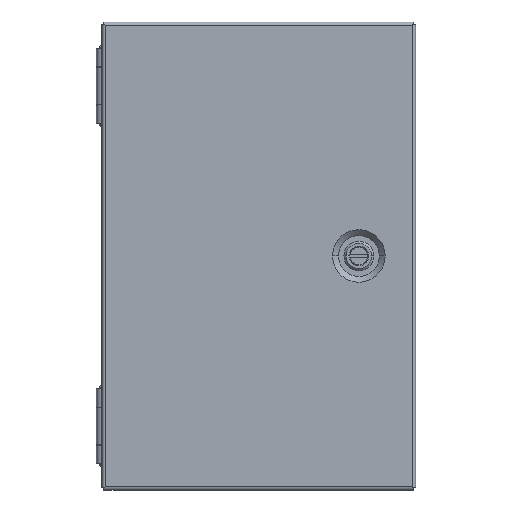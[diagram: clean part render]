
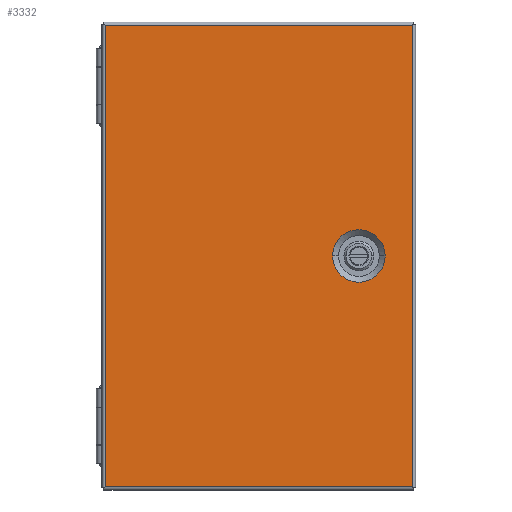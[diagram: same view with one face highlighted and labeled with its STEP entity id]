
A CAD part, top view. The second image highlights one B-rep face of the part: STEP entity #3332.
In plain terms, the highlighted planar face has unit normal (0, 0, 1).
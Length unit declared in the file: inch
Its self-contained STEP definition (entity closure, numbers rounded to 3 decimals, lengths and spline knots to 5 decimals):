
#279 = VERTEX_POINT ( 'NONE', #17694 ) ;
#645 = DIRECTION ( 'NONE',  ( 0., 0., 1. ) ) ;
#727 = LINE ( 'NONE', #19403, #15989 ) ;
#2063 = DIRECTION ( 'NONE',  ( 0., 0., -1. ) ) ;
#2349 = EDGE_LOOP ( 'NONE', ( #17501, #14042 ) ) ;
#2625 = EDGE_CURVE ( 'NONE', #279, #18561, #727, .T. ) ;
#2647 = VERTEX_POINT ( 'NONE', #17644 ) ;
#2709 = CARTESIAN_POINT ( 'NONE',  ( 4.0425, 6.1045, 4.118 ) ) ;
#2710 = CARTESIAN_POINT ( 'NONE',  ( -4.0855, 6.1045, 4.118 ) ) ;
#2735 = CARTESIAN_POINT ( 'NONE',  ( -4.0855, -6.1035, 4.118 ) ) ;
#2999 = EDGE_CURVE ( 'NONE', #18561, #14074, #9000, .T. ) ;
#3332 = ADVANCED_FACE ( 'NONE', ( #5426, #12477 ), #15586, .T. ) ;
#3336 = CARTESIAN_POINT ( 'NONE',  ( 4.0425, -6.1035, 4.118 ) ) ;
#3702 = ORIENTED_EDGE ( 'NONE', *, *, #5372, .T. ) ;
#3809 = ORIENTED_EDGE ( 'NONE', *, *, #2625, .T. ) ;
#4237 = DIRECTION ( 'NONE',  ( -1., 0., 0. ) ) ;
#4318 = VECTOR ( 'NONE', #12347, 39.37008 ) ;
#4445 = CARTESIAN_POINT ( 'NONE',  ( 4.0425, 6.1045, 4.118 ) ) ;
#5372 = EDGE_CURVE ( 'NONE', #14074, #16936, #21208, .T. ) ;
#5426 = FACE_BOUND ( 'NONE', #2349, .T. ) ;
#6267 = AXIS2_PLACEMENT_3D ( 'NONE', #3336, #645, #12149 ) ;
#6392 = CARTESIAN_POINT ( 'NONE',  ( 1.93361, 0.0005, 4.118 ) ) ;
#6547 = EDGE_CURVE ( 'NONE', #16936, #279, #13109, .T. ) ;
#9000 = LINE ( 'NONE', #4445, #18782 ) ;
#10212 = CIRCLE ( 'NONE', #20469, 0.69489 ) ;
#10456 = CARTESIAN_POINT ( 'NONE',  ( 2.6285, 0.0005, 4.118 ) ) ;
#10468 = CARTESIAN_POINT ( 'NONE',  ( 2.6285, 0.0005, 4.118 ) ) ;
#10625 = ORIENTED_EDGE ( 'NONE', *, *, #6547, .T. ) ;
#10634 = EDGE_CURVE ( 'NONE', #20838, #2647, #10212, .T. ) ;
#11064 = EDGE_LOOP ( 'NONE', ( #12627, #3702, #10625, #3809 ) ) ;
#12149 = DIRECTION ( 'NONE',  ( 1., 0., 0. ) ) ;
#12347 = DIRECTION ( 'NONE',  ( 0., -1., 0. ) ) ;
#12477 = FACE_OUTER_BOUND ( 'NONE', #11064, .T. ) ;
#12627 = ORIENTED_EDGE ( 'NONE', *, *, #2999, .T. ) ;
#13109 = LINE ( 'NONE', #15102, #20302 ) ;
#14042 = ORIENTED_EDGE ( 'NONE', *, *, #10634, .T. ) ;
#14074 = VERTEX_POINT ( 'NONE', #2710 ) ;
#14227 = CARTESIAN_POINT ( 'NONE',  ( -4.0855, -6.1035, 4.118 ) ) ;
#14642 = DIRECTION ( 'NONE',  ( 0., 1., 0. ) ) ;
#14995 = DIRECTION ( 'NONE',  ( 1., 0., 0. ) ) ;
#15102 = CARTESIAN_POINT ( 'NONE',  ( 4.0425, -6.1035, 4.118 ) ) ;
#15586 = PLANE ( 'NONE',  #6267 ) ;
#15989 = VECTOR ( 'NONE', #14642, 39.37008 ) ;
#16936 = VERTEX_POINT ( 'NONE', #14227 ) ;
#16996 = DIRECTION ( 'NONE',  ( 1., 0., 0. ) ) ;
#17232 = DIRECTION ( 'NONE',  ( 1., 0., 0. ) ) ;
#17501 = ORIENTED_EDGE ( 'NONE', *, *, #19694, .T. ) ;
#17644 = CARTESIAN_POINT ( 'NONE',  ( 3.32339, 0.0005, 4.118 ) ) ;
#17694 = CARTESIAN_POINT ( 'NONE',  ( 4.0425, -6.1035, 4.118 ) ) ;
#18041 = AXIS2_PLACEMENT_3D ( 'NONE', #10456, #2063, #16996 ) ;
#18561 = VERTEX_POINT ( 'NONE', #2709 ) ;
#18782 = VECTOR ( 'NONE', #4237, 39.37008 ) ;
#19403 = CARTESIAN_POINT ( 'NONE',  ( 4.0425, -6.1035, 4.118 ) ) ;
#19694 = EDGE_CURVE ( 'NONE', #2647, #20838, #20516, .T. ) ;
#20302 = VECTOR ( 'NONE', #14995, 39.37008 ) ;
#20469 = AXIS2_PLACEMENT_3D ( 'NONE', #10468, #20756, #17232 ) ;
#20516 = CIRCLE ( 'NONE', #18041, 0.69489 ) ;
#20756 = DIRECTION ( 'NONE',  ( 0., 0., -1. ) ) ;
#20838 = VERTEX_POINT ( 'NONE', #6392 ) ;
#21208 = LINE ( 'NONE', #2735, #4318 ) ;
